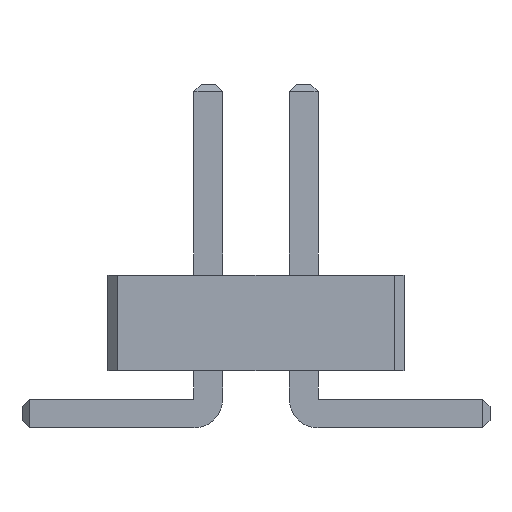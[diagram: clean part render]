
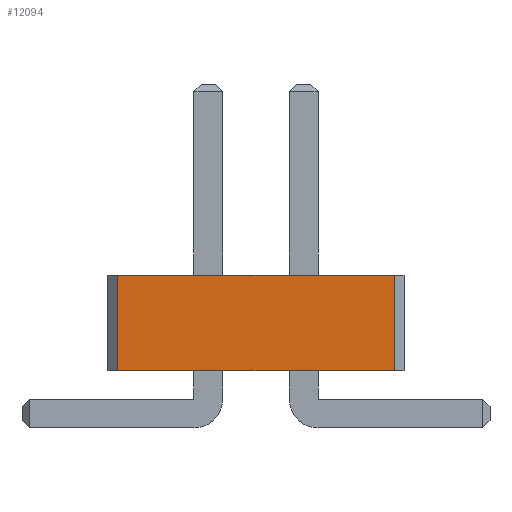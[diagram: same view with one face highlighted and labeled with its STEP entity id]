
A CAD part, front view. The second image highlights one B-rep face of the part: STEP entity #12094.
In plain terms, the highlighted planar face has unit normal (0, -1, 0).
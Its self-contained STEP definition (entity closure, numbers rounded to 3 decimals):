
#982 = VERTEX_POINT('',#983);
#983 = CARTESIAN_POINT('',(1.45,-18.,0.6));
#989 = EDGE_CURVE('',#990,#982,#992,.T.);
#990 = VERTEX_POINT('',#991);
#991 = CARTESIAN_POINT('',(-1.45,-18.,0.6));
#992 = LINE('',#993,#994);
#993 = CARTESIAN_POINT('',(-1.45,-18.,0.6));
#994 = VECTOR('',#995,1.);
#995 = DIRECTION('',(1.,0.,0.));
#5159 = VERTEX_POINT('',#5160);
#5160 = CARTESIAN_POINT('',(1.45,-18.,1.6));
#5166 = EDGE_CURVE('',#5167,#5159,#5169,.T.);
#5167 = VERTEX_POINT('',#5168);
#5168 = CARTESIAN_POINT('',(-1.45,-18.,1.6));
#5169 = LINE('',#5170,#5171);
#5170 = CARTESIAN_POINT('',(-1.45,-18.,1.6));
#5171 = VECTOR('',#5172,1.);
#5172 = DIRECTION('',(1.,0.,0.));
#12066 = EDGE_CURVE('',#990,#5167,#12067,.T.);
#12067 = LINE('',#12068,#12069);
#12068 = CARTESIAN_POINT('',(-1.45,-18.,0.6));
#12069 = VECTOR('',#12070,1.);
#12070 = DIRECTION('',(0.,0.,1.));
#12094 = ADVANCED_FACE('',(#12095),#12106,.F.);
#12095 = FACE_BOUND('',#12096,.F.);
#12096 = EDGE_LOOP('',(#12097,#12098,#12099,#12105));
#12097 = ORIENTED_EDGE('',*,*,#12066,.T.);
#12098 = ORIENTED_EDGE('',*,*,#5166,.T.);
#12099 = ORIENTED_EDGE('',*,*,#12100,.F.);
#12100 = EDGE_CURVE('',#982,#5159,#12101,.T.);
#12101 = LINE('',#12102,#12103);
#12102 = CARTESIAN_POINT('',(1.45,-18.,0.6));
#12103 = VECTOR('',#12104,1.);
#12104 = DIRECTION('',(0.,0.,1.));
#12105 = ORIENTED_EDGE('',*,*,#989,.F.);
#12106 = PLANE('',#12107);
#12107 = AXIS2_PLACEMENT_3D('',#12108,#12109,#12110);
#12108 = CARTESIAN_POINT('',(-1.45,-18.,0.6));
#12109 = DIRECTION('',(0.,1.,0.));
#12110 = DIRECTION('',(1.,0.,0.));
